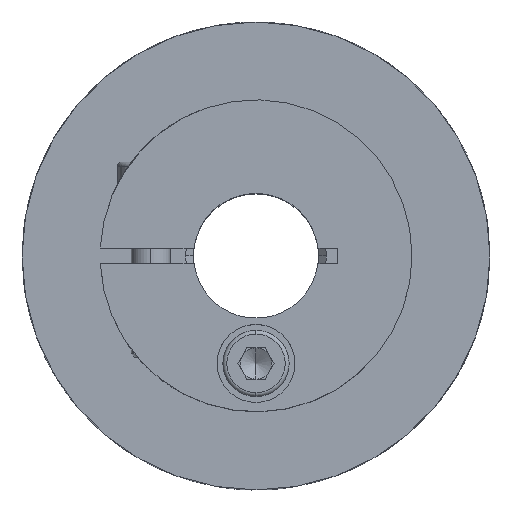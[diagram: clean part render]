
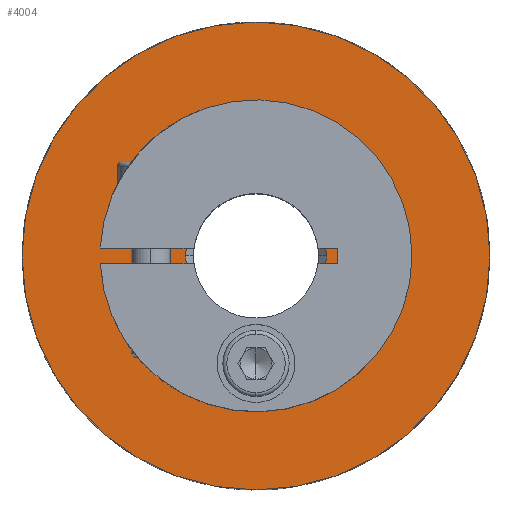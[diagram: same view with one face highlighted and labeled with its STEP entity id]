
A CAD part, top view. The second image highlights one B-rep face of the part: STEP entity #4004.
In plain terms, the highlighted planar face has unit normal (0, 0, 1).
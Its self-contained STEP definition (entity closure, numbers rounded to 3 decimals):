
#67 = CARTESIAN_POINT ( 'NONE',  ( -9.025, 0., 0. ) ) ;
#387 = EDGE_LOOP ( 'NONE', ( #1745, #3324 ) ) ;
#417 = CARTESIAN_POINT ( 'NONE',  ( 0., 0., 0. ) ) ;
#512 = AXIS2_PLACEMENT_3D ( 'NONE', #1864, #3601, #2720 ) ;
#647 = CIRCLE ( 'NONE', #3728, 9.025 ) ;
#696 = VERTEX_POINT ( 'NONE', #67 ) ;
#805 = DIRECTION ( 'NONE',  ( 0., 0., -1. ) ) ;
#992 = VERTEX_POINT ( 'NONE', #5388 ) ;
#1014 = VERTEX_POINT ( 'NONE', #3720 ) ;
#1092 = CIRCLE ( 'NONE', #3903, 9.025 ) ;
#1107 = VERTEX_POINT ( 'NONE', #1711 ) ;
#1192 = FACE_BOUND ( 'NONE', #2274, .T. ) ;
#1267 = CARTESIAN_POINT ( 'NONE',  ( 0., -13.8, 0. ) ) ;
#1274 = DIRECTION ( 'NONE',  ( -1., 0., 0. ) ) ;
#1290 = CARTESIAN_POINT ( 'NONE',  ( -2.1, -13.8, 0. ) ) ;
#1324 = CARTESIAN_POINT ( 'NONE',  ( 30., 0., 0. ) ) ;
#1336 = DIRECTION ( 'NONE',  ( 1., 0., 0. ) ) ;
#1352 = ORIENTED_EDGE ( 'NONE', *, *, #2965, .T. ) ;
#1470 = CIRCLE ( 'NONE', #3428, 2.1 ) ;
#1527 = CARTESIAN_POINT ( 'NONE',  ( 0., 8.025, 0. ) ) ;
#1621 = ORIENTED_EDGE ( 'NONE', *, *, #5176, .T. ) ;
#1711 = CARTESIAN_POINT ( 'NONE',  ( -30., 0., 0. ) ) ;
#1745 = ORIENTED_EDGE ( 'NONE', *, *, #3768, .F. ) ;
#1772 = AXIS2_PLACEMENT_3D ( 'NONE', #2556, #5385, #3313 ) ;
#1795 = DIRECTION ( 'NONE',  ( 0., 0., 1. ) ) ;
#1864 = CARTESIAN_POINT ( 'NONE',  ( 0., 0., 0. ) ) ;
#2060 = DIRECTION ( 'NONE',  ( -1., 0., 0. ) ) ;
#2180 = EDGE_CURVE ( 'NONE', #2481, #1014, #3705, .T. ) ;
#2274 = EDGE_LOOP ( 'NONE', ( #3191, #1621 ) ) ;
#2438 = PLANE ( 'NONE',  #2797 ) ;
#2456 = ORIENTED_EDGE ( 'NONE', *, *, #3901, .T. ) ;
#2481 = VERTEX_POINT ( 'NONE', #1290 ) ;
#2545 = DIRECTION ( 'NONE',  ( 0., 0., 1. ) ) ;
#2556 = CARTESIAN_POINT ( 'NONE',  ( 0., -13.8, 0. ) ) ;
#2717 = CIRCLE ( 'NONE', #5444, 30. ) ;
#2720 = DIRECTION ( 'NONE',  ( 1., 0., 0. ) ) ;
#2797 = AXIS2_PLACEMENT_3D ( 'NONE', #1527, #805, #2060 ) ;
#2863 = FACE_BOUND ( 'NONE', #387, .T. ) ;
#2880 = DIRECTION ( 'NONE',  ( 1., 0., 0. ) ) ;
#2965 = EDGE_CURVE ( 'NONE', #3268, #1107, #2717, .T. ) ;
#3191 = ORIENTED_EDGE ( 'NONE', *, *, #5345, .T. ) ;
#3229 = FACE_OUTER_BOUND ( 'NONE', #4628, .T. ) ;
#3268 = VERTEX_POINT ( 'NONE', #1324 ) ;
#3311 = CARTESIAN_POINT ( 'NONE',  ( 0., 0., 0. ) ) ;
#3313 = DIRECTION ( 'NONE',  ( 1., 0., 0. ) ) ;
#3324 = ORIENTED_EDGE ( 'NONE', *, *, #2180, .F. ) ;
#3428 = AXIS2_PLACEMENT_3D ( 'NONE', #1267, #2545, #2880 ) ;
#3601 = DIRECTION ( 'NONE',  ( 0., 0., 1. ) ) ;
#3705 = CIRCLE ( 'NONE', #1772, 2.1 ) ;
#3720 = CARTESIAN_POINT ( 'NONE',  ( 2.1, -13.8, 0. ) ) ;
#3728 = AXIS2_PLACEMENT_3D ( 'NONE', #3311, #4615, #1274 ) ;
#3768 = EDGE_CURVE ( 'NONE', #1014, #2481, #1470, .T. ) ;
#3901 = EDGE_CURVE ( 'NONE', #1107, #3268, #3938, .T. ) ;
#3903 = AXIS2_PLACEMENT_3D ( 'NONE', #4104, #5337, #4842 ) ;
#3938 = CIRCLE ( 'NONE', #512, 30. ) ;
#4004 = ADVANCED_FACE ( 'NONE', ( #2863, #1192, #3229 ), #2438, .F. ) ;
#4104 = CARTESIAN_POINT ( 'NONE',  ( 0., 0., 0. ) ) ;
#4615 = DIRECTION ( 'NONE',  ( 0., 0., -1. ) ) ;
#4628 = EDGE_LOOP ( 'NONE', ( #1352, #2456 ) ) ;
#4842 = DIRECTION ( 'NONE',  ( -1., 0., 0. ) ) ;
#5176 = EDGE_CURVE ( 'NONE', #696, #992, #647, .T. ) ;
#5337 = DIRECTION ( 'NONE',  ( 0., 0., -1. ) ) ;
#5345 = EDGE_CURVE ( 'NONE', #992, #696, #1092, .T. ) ;
#5385 = DIRECTION ( 'NONE',  ( 0., 0., 1. ) ) ;
#5388 = CARTESIAN_POINT ( 'NONE',  ( 9.025, 0., 0. ) ) ;
#5444 = AXIS2_PLACEMENT_3D ( 'NONE', #417, #1795, #1336 ) ;
